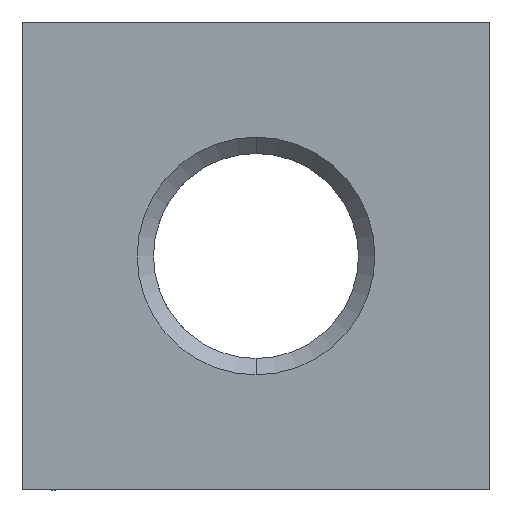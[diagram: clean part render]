
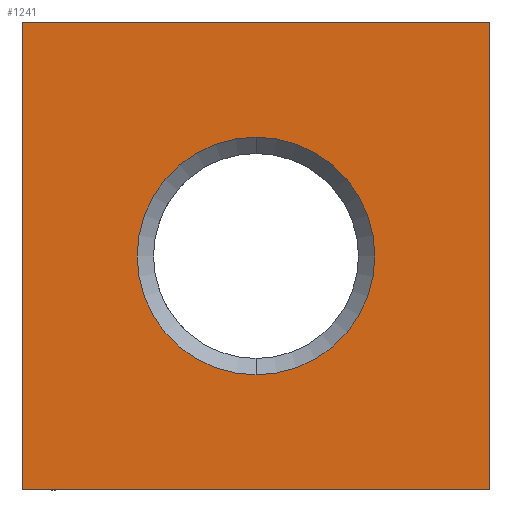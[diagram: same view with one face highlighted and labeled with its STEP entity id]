
A CAD part, left-side view. The second image highlights one B-rep face of the part: STEP entity #1241.
In plain terms, the highlighted planar face has unit normal (-1, 0, 0).
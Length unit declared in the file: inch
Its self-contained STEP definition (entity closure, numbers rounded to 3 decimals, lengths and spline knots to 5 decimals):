
#3 = ORIENTED_EDGE ( 'NONE', *, *, #1483, .F. ) ;
#12 = CARTESIAN_POINT ( 'NONE',  ( -2.5, -0.5, -0.5 ) ) ;
#13 = CARTESIAN_POINT ( 'NONE',  ( -2.5, -0.5, 0.5 ) ) ;
#17 = CARTESIAN_POINT ( 'NONE',  ( -2.5, 0., 0. ) ) ;
#45 = CARTESIAN_POINT ( 'NONE',  ( -2.5, -0.5, -0.5 ) ) ;
#61 = EDGE_CURVE ( 'NONE', #246, #1140, #1094, .T. ) ;
#105 = EDGE_CURVE ( 'NONE', #1140, #246, #906, .T. ) ;
#129 = DIRECTION ( 'NONE',  ( 0., 0., 1. ) ) ;
#172 = EDGE_LOOP ( 'NONE', ( #1471, #848 ) ) ;
#246 = VERTEX_POINT ( 'NONE', #650 ) ;
#250 = FACE_OUTER_BOUND ( 'NONE', #635, .T. ) ;
#285 = CARTESIAN_POINT ( 'NONE',  ( -2.5, -0.5, 0.5 ) ) ;
#332 = VECTOR ( 'NONE', #1120, 39.37008 ) ;
#336 = VERTEX_POINT ( 'NONE', #1111 ) ;
#363 = AXIS2_PLACEMENT_3D ( 'NONE', #285, #1462, #514 ) ;
#368 = EDGE_CURVE ( 'NONE', #336, #787, #445, .T. ) ;
#384 = CARTESIAN_POINT ( 'NONE',  ( -2.5, 0.5, -0.5 ) ) ;
#421 = CARTESIAN_POINT ( 'NONE',  ( -2.5, 0., -0.254 ) ) ;
#445 = LINE ( 'NONE', #1002, #332 ) ;
#514 = DIRECTION ( 'NONE',  ( 0., 0., 1. ) ) ;
#530 = ORIENTED_EDGE ( 'NONE', *, *, #554, .F. ) ;
#554 = EDGE_CURVE ( 'NONE', #948, #336, #615, .T. ) ;
#611 = EDGE_CURVE ( 'NONE', #1279, #948, #1324, .T. ) ;
#613 = DIRECTION ( 'NONE',  ( 0., 0., 1. ) ) ;
#615 = LINE ( 'NONE', #1197, #1081 ) ;
#635 = EDGE_LOOP ( 'NONE', ( #3, #932, #530, #895 ) ) ;
#650 = CARTESIAN_POINT ( 'NONE',  ( -2.5, 0., 0.254 ) ) ;
#759 = AXIS2_PLACEMENT_3D ( 'NONE', #1206, #1085, #613 ) ;
#787 = VERTEX_POINT ( 'NONE', #13 ) ;
#836 = DIRECTION ( 'NONE',  ( 1., 0., 0. ) ) ;
#848 = ORIENTED_EDGE ( 'NONE', *, *, #105, .T. ) ;
#854 = FACE_BOUND ( 'NONE', #172, .T. ) ;
#887 = DIRECTION ( 'NONE',  ( 0., 0., -1. ) ) ;
#895 = ORIENTED_EDGE ( 'NONE', *, *, #611, .F. ) ;
#906 = CIRCLE ( 'NONE', #759, 0.254 ) ;
#932 = ORIENTED_EDGE ( 'NONE', *, *, #368, .F. ) ;
#948 = VERTEX_POINT ( 'NONE', #384 ) ;
#1002 = CARTESIAN_POINT ( 'NONE',  ( -2.5, 0.5, 0.5 ) ) ;
#1010 = CARTESIAN_POINT ( 'NONE',  ( -2.5, -0.5, 0.5 ) ) ;
#1020 = VECTOR ( 'NONE', #887, 39.37008 ) ;
#1081 = VECTOR ( 'NONE', #1422, 39.37008 ) ;
#1085 = DIRECTION ( 'NONE',  ( 1., 0., 0. ) ) ;
#1094 = CIRCLE ( 'NONE', #1131, 0.254 ) ;
#1111 = CARTESIAN_POINT ( 'NONE',  ( -2.5, 0.5, 0.5 ) ) ;
#1120 = DIRECTION ( 'NONE',  ( 0., -1., 0. ) ) ;
#1122 = PLANE ( 'NONE',  #363 ) ;
#1131 = AXIS2_PLACEMENT_3D ( 'NONE', #17, #836, #129 ) ;
#1140 = VERTEX_POINT ( 'NONE', #421 ) ;
#1174 = VECTOR ( 'NONE', #1201, 39.37008 ) ;
#1197 = CARTESIAN_POINT ( 'NONE',  ( -2.5, 0.5, -0.5 ) ) ;
#1201 = DIRECTION ( 'NONE',  ( 0., 1., 0. ) ) ;
#1206 = CARTESIAN_POINT ( 'NONE',  ( -2.5, 0., 0. ) ) ;
#1241 = ADVANCED_FACE ( 'NONE', ( #854, #250 ), #1122, .T. ) ;
#1279 = VERTEX_POINT ( 'NONE', #45 ) ;
#1324 = LINE ( 'NONE', #12, #1174 ) ;
#1422 = DIRECTION ( 'NONE',  ( 0., 0., 1. ) ) ;
#1454 = LINE ( 'NONE', #1010, #1020 ) ;
#1462 = DIRECTION ( 'NONE',  ( -1., 0., 0. ) ) ;
#1471 = ORIENTED_EDGE ( 'NONE', *, *, #61, .T. ) ;
#1483 = EDGE_CURVE ( 'NONE', #787, #1279, #1454, .T. ) ;
